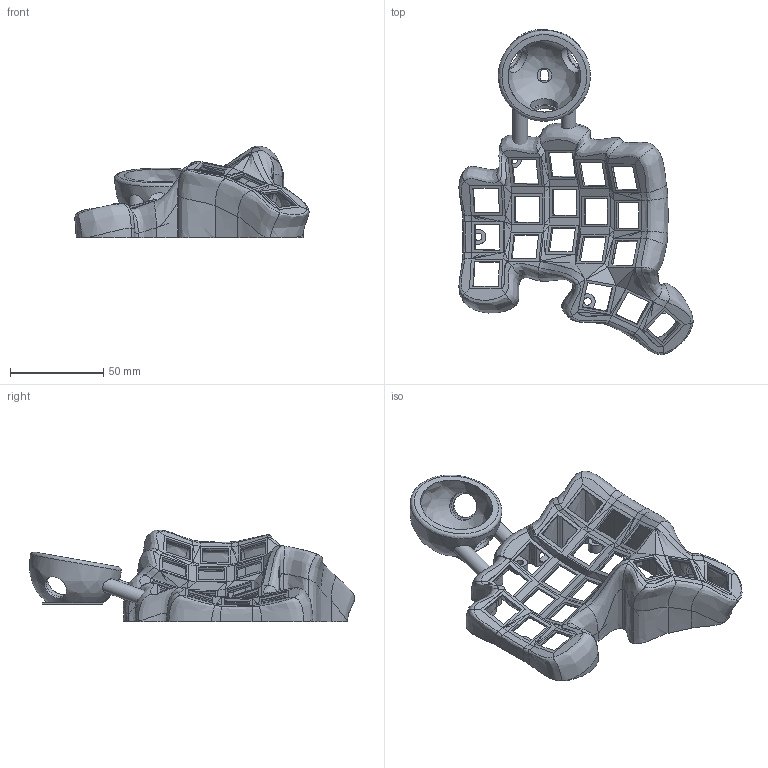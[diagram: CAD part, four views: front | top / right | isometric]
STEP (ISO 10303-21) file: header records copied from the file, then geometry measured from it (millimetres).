
FILE_DESCRIPTION(('HOOPS Exchange Step'),'2;1');
FILE_NAME('temp_export','2024-05-27T11:34:15-07:00',('timwalker'),('Shapr3D Limited'),'HOOPS Exchange 2024.2','Shapr3D','Authorized');
FILE_SCHEMA( ('AUTOMOTIVE_DESIGN { 1 0 10303 214 1 1 1 1 }') );
Length unit declared in the file: millimetre
Products named in the file (4): 38mmTrackBallHolder v18.step; Imported 00; lowprocosmotyl2-noweb3-left.step; root
Assembly tree (3 placements, depth 3):
  root
    38mmTrackBallHolder v18.step
    lowprocosmotyl2-noweb3-left.step
      Imported 00
Bounding box: 125.97 x 174.63 x 49.37 mm (x, y, z)
Volume: 71647.5 mm3; surface area: 60089 mm2
Topology: 32 solids, 34 shells, 800 faces, 1784 edges, 1026 vertices
Faces by surface type: plane 538, bspline 231, cylinder 31
Full cylindrical faces by diameter (mm): 2.75 x4, 4 x10, 5 x1, 6.4 x1, 8 x3, 13 x3, 15 x3
Entity records: 28311 total; most frequent: CARTESIAN_POINT 12237, ORIENTED_EDGE 3498, DIRECTION 2564, EDGE_CURVE 1751, VECTOR 1294, LINE 1294, VERTEX_POINT 1026, EDGE_LOOP 899
